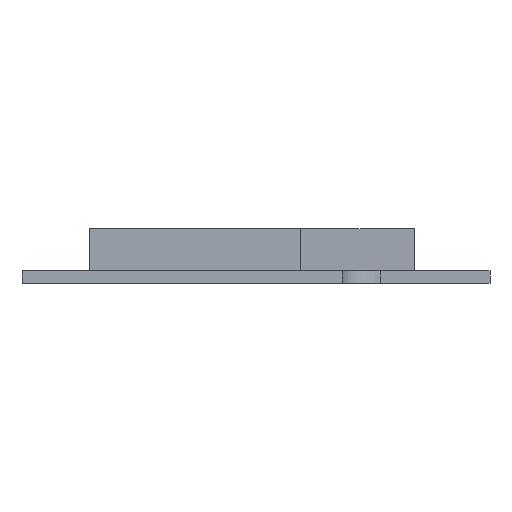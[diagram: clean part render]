
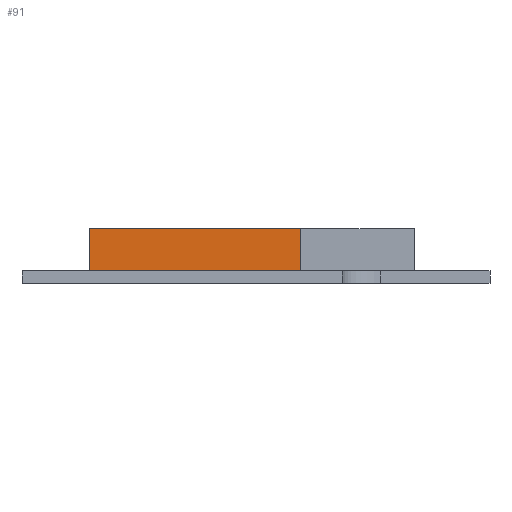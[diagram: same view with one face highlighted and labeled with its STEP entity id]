
A CAD part, left-side view. The second image highlights one B-rep face of the part: STEP entity #91.
In plain terms, the highlighted planar face has unit normal (-1, 0, 0).
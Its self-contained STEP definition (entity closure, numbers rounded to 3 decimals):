
#91 = ADVANCED_FACE( '', ( #237 ), #238, .T. );
#237 = FACE_OUTER_BOUND( '', #468, .T. );
#238 = PLANE( '', #469 );
#468 = EDGE_LOOP( '', ( #830, #831, #832, #833 ) );
#469 = AXIS2_PLACEMENT_3D( '', #834, #835, #836 );
#830 = ORIENTED_EDGE( '', *, *, #1541, .T. );
#831 = ORIENTED_EDGE( '', *, *, #1539, .T. );
#832 = ORIENTED_EDGE( '', *, *, #1542, .F. );
#833 = ORIENTED_EDGE( '', *, *, #1514, .T. );
#834 = CARTESIAN_POINT( '', ( -24.25, 7.25, 1.5 ) );
#835 = DIRECTION( '', ( -1., 0., 0. ) );
#836 = DIRECTION( '', ( 0., 0., 1. ) );
#1514 = EDGE_CURVE( '', #1839, #1836, #1840, .T. );
#1539 = EDGE_CURVE( '', #1875, #1879, #1881, .T. );
#1541 = EDGE_CURVE( '', #1836, #1875, #1883, .T. );
#1542 = EDGE_CURVE( '', #1839, #1879, #1884, .T. );
#1836 = VERTEX_POINT( '', #2319 );
#1839 = VERTEX_POINT( '', #2323 );
#1840 = LINE( '', #2324, #2325 );
#1875 = VERTEX_POINT( '', #2378 );
#1879 = VERTEX_POINT( '', #2384 );
#1881 = LINE( '', #2387, #2388 );
#1883 = LINE( '', #2391, #2392 );
#1884 = LINE( '', #2393, #2394 );
#2319 = CARTESIAN_POINT( '', ( -24.25, -5.25, 1.5 ) );
#2323 = CARTESIAN_POINT( '', ( -24.25, 19.75, 1.5 ) );
#2324 = CARTESIAN_POINT( '', ( -24.25, 7.25, 1.5 ) );
#2325 = VECTOR( '', #2816, 1000. );
#2378 = CARTESIAN_POINT( '', ( -24.25, -5.25, 6.5 ) );
#2384 = CARTESIAN_POINT( '', ( -24.25, 19.75, 6.5 ) );
#2387 = CARTESIAN_POINT( '', ( -24.25, 7.25, 6.5 ) );
#2388 = VECTOR( '', #2847, 1000. );
#2391 = CARTESIAN_POINT( '', ( -24.25, -5.25, 1.5 ) );
#2392 = VECTOR( '', #2849, 1000. );
#2393 = CARTESIAN_POINT( '', ( -24.25, 19.75, 1.5 ) );
#2394 = VECTOR( '', #2850, 1000. );
#2816 = DIRECTION( '', ( 0., -1., 0. ) );
#2847 = DIRECTION( '', ( 0., 1., 0. ) );
#2849 = DIRECTION( '', ( 0., 0., 1. ) );
#2850 = DIRECTION( '', ( 0., 0., 1. ) );
